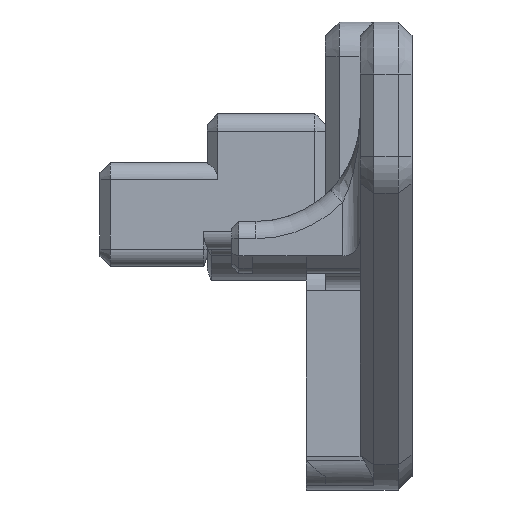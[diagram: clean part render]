
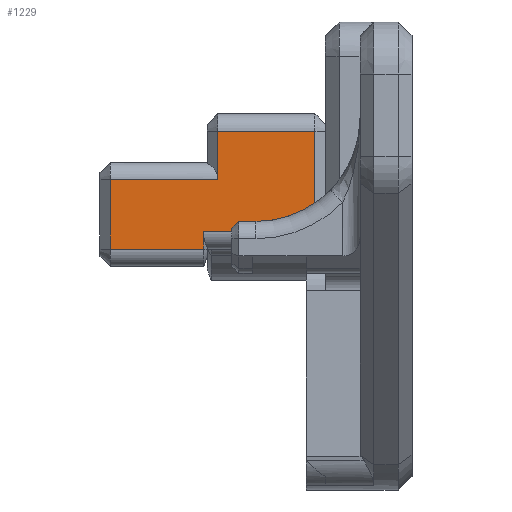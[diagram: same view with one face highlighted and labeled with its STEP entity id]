
A CAD part, front view. The second image highlights one B-rep face of the part: STEP entity #1229.
In plain terms, the highlighted planar face has unit normal (0, -1, 0).
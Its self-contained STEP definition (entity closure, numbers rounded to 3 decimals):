
#4 = CARTESIAN_POINT ( 'NONE',  ( -8.218, 117.071, 84. ) ) ;
#21 = VECTOR ( 'NONE', #4300, 1000. ) ;
#85 = LINE ( 'NONE', #8736, #7790 ) ;
#221 = EDGE_CURVE ( 'NONE', #7284, #7657, #1941, .T. ) ;
#764 = CARTESIAN_POINT ( 'NONE',  ( -8., 117.071, 89.8 ) ) ;
#918 = DIRECTION ( 'NONE',  ( -1., 0., 0. ) ) ;
#1157 = VERTEX_POINT ( 'NONE', #8623 ) ;
#1229 = ADVANCED_FACE ( 'NONE', ( #3859 ), #3910, .T. ) ;
#1255 = CARTESIAN_POINT ( 'NONE',  ( -7.4, 117.071, 87. ) ) ;
#1499 = EDGE_CURVE ( 'NONE', #7964, #8334, #7125, .T. ) ;
#1517 = ORIENTED_EDGE ( 'NONE', *, *, #5591, .T. ) ;
#1688 = AXIS2_PLACEMENT_3D ( 'NONE', #7040, #4845, #4061 ) ;
#1753 = VECTOR ( 'NONE', #7749, 1000. ) ;
#1829 = EDGE_LOOP ( 'NONE', ( #5288, #9849, #6921, #4168, #4514, #7915, #1517, #6840 ) ) ;
#1890 = CARTESIAN_POINT ( 'NONE',  ( -14.2, 117.071, 87. ) ) ;
#1941 = LINE ( 'NONE', #7332, #21 ) ;
#2280 = LINE ( 'NONE', #6324, #9739 ) ;
#2281 = CARTESIAN_POINT ( 'NONE',  ( -13.6, 117.071, 87. ) ) ;
#2360 = CARTESIAN_POINT ( 'NONE',  ( -8.218, 117.071, 92. ) ) ;
#2469 = VECTOR ( 'NONE', #5021, 1000. ) ;
#2567 = CARTESIAN_POINT ( 'NONE',  ( -8., 117.071, 83. ) ) ;
#3040 = CARTESIAN_POINT ( 'NONE',  ( -8.218, 117.071, 83. ) ) ;
#3068 = LINE ( 'NONE', #764, #3151 ) ;
#3151 = VECTOR ( 'NONE', #918, 1000. ) ;
#3648 = EDGE_CURVE ( 'NONE', #1157, #7284, #3068, .T. ) ;
#3859 = FACE_OUTER_BOUND ( 'NONE', #1829, .T. ) ;
#3910 = PLANE ( 'NONE',  #1688 ) ;
#4061 = DIRECTION ( 'NONE',  ( 0., 0., -1. ) ) ;
#4101 = CARTESIAN_POINT ( 'NONE',  ( -13.6, 117.071, 83. ) ) ;
#4168 = ORIENTED_EDGE ( 'NONE', *, *, #7506, .T. ) ;
#4185 = VECTOR ( 'NONE', #9516, 1000. ) ;
#4188 = LINE ( 'NONE', #1890, #2469 ) ;
#4300 = DIRECTION ( 'NONE',  ( 0., 0., -1. ) ) ;
#4514 = ORIENTED_EDGE ( 'NONE', *, *, #3648, .T. ) ;
#4702 = DIRECTION ( 'NONE',  ( 0., 0., 1. ) ) ;
#4845 = DIRECTION ( 'NONE',  ( 0., -1., 0. ) ) ;
#5021 = DIRECTION ( 'NONE',  ( -1., 0., 0. ) ) ;
#5162 = EDGE_CURVE ( 'NONE', #8544, #9986, #7803, .T. ) ;
#5213 = CARTESIAN_POINT ( 'NONE',  ( -7.4, 117.071, 89.8 ) ) ;
#5288 = ORIENTED_EDGE ( 'NONE', *, *, #6658, .T. ) ;
#5591 = EDGE_CURVE ( 'NONE', #7657, #8544, #4188, .T. ) ;
#6001 = CARTESIAN_POINT ( 'NONE',  ( -13.6, 117.071, 83. ) ) ;
#6324 = CARTESIAN_POINT ( 'NONE',  ( -1.2, 117.071, 84. ) ) ;
#6397 = LINE ( 'NONE', #2567, #4185 ) ;
#6658 = EDGE_CURVE ( 'NONE', #9986, #7964, #6397, .T. ) ;
#6840 = ORIENTED_EDGE ( 'NONE', *, *, #5162, .T. ) ;
#6921 = ORIENTED_EDGE ( 'NONE', *, *, #7415, .T. ) ;
#7040 = CARTESIAN_POINT ( 'NONE',  ( -8., 117.071, 92. ) ) ;
#7125 = LINE ( 'NONE', #2360, #1753 ) ;
#7284 = VERTEX_POINT ( 'NONE', #5213 ) ;
#7332 = CARTESIAN_POINT ( 'NONE',  ( -7.4, 117.071, 87. ) ) ;
#7415 = EDGE_CURVE ( 'NONE', #8334, #8561, #2280, .T. ) ;
#7506 = EDGE_CURVE ( 'NONE', #8561, #1157, #85, .T. ) ;
#7657 = VERTEX_POINT ( 'NONE', #1255 ) ;
#7749 = DIRECTION ( 'NONE',  ( 0., 0., 1. ) ) ;
#7790 = VECTOR ( 'NONE', #4702, 1000. ) ;
#7803 = LINE ( 'NONE', #4101, #8512 ) ;
#7915 = ORIENTED_EDGE ( 'NONE', *, *, #221, .T. ) ;
#7964 = VERTEX_POINT ( 'NONE', #3040 ) ;
#8334 = VERTEX_POINT ( 'NONE', #4 ) ;
#8512 = VECTOR ( 'NONE', #9525, 1000. ) ;
#8544 = VERTEX_POINT ( 'NONE', #2281 ) ;
#8561 = VERTEX_POINT ( 'NONE', #9862 ) ;
#8623 = CARTESIAN_POINT ( 'NONE',  ( -1.8, 117.071, 89.8 ) ) ;
#8736 = CARTESIAN_POINT ( 'NONE',  ( -1.8, 117.071, 92. ) ) ;
#9343 = DIRECTION ( 'NONE',  ( 1., 0., 0. ) ) ;
#9516 = DIRECTION ( 'NONE',  ( 1., 0., 0. ) ) ;
#9525 = DIRECTION ( 'NONE',  ( 0., 0., -1. ) ) ;
#9739 = VECTOR ( 'NONE', #9343, 1000. ) ;
#9849 = ORIENTED_EDGE ( 'NONE', *, *, #1499, .T. ) ;
#9862 = CARTESIAN_POINT ( 'NONE',  ( -1.8, 117.071, 84. ) ) ;
#9986 = VERTEX_POINT ( 'NONE', #6001 ) ;
